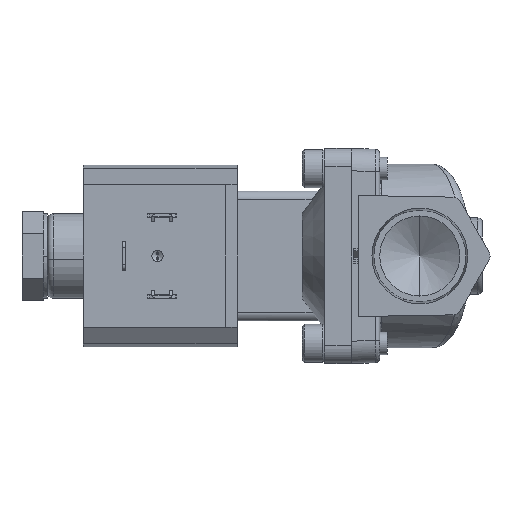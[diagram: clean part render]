
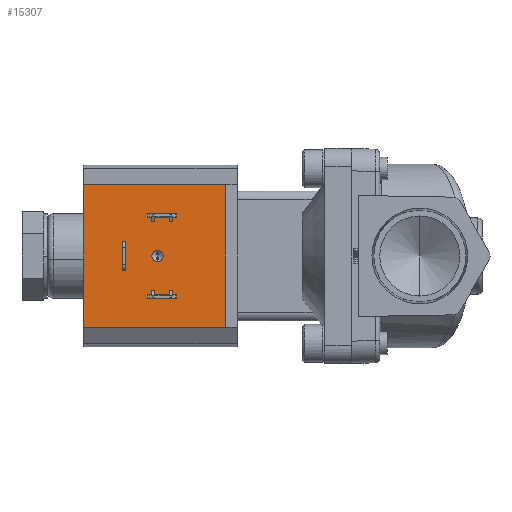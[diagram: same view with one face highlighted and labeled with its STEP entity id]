
A CAD part, left-side view. The second image highlights one B-rep face of the part: STEP entity #15307.
In plain terms, the highlighted planar face has unit normal (-1, 0, 0).
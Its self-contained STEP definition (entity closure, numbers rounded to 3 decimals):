
#66 = ORIENTED_EDGE ( 'NONE', *, *, #11899, .F. ) ;
#531 = CARTESIAN_POINT ( 'NONE',  ( -8.443, 45.414, -9.423 ) ) ;
#626 = DIRECTION ( 'NONE',  ( 0., -1., 0. ) ) ;
#641 = CARTESIAN_POINT ( 'NONE',  ( -8.443, 28.04, 15.875 ) ) ;
#799 = LINE ( 'NONE', #6133, #15613 ) ;
#841 = DIRECTION ( 'NONE',  ( 0., 0., 1. ) ) ;
#1005 = VECTOR ( 'NONE', #3007, 1000. ) ;
#1113 = EDGE_CURVE ( 'NONE', #3428, #4450, #799, .T. ) ;
#1212 = LINE ( 'NONE', #6551, #16790 ) ;
#1292 = ORIENTED_EDGE ( 'NONE', *, *, #2535, .F. ) ;
#1449 = EDGE_CURVE ( 'NONE', #16866, #17193, #9959, .T. ) ;
#1470 = EDGE_LOOP ( 'NONE', ( #1292, #9494, #12601, #1798 ) ) ;
#1612 = ORIENTED_EDGE ( 'NONE', *, *, #7544, .F. ) ;
#1703 = VERTEX_POINT ( 'NONE', #8008 ) ;
#1798 = ORIENTED_EDGE ( 'NONE', *, *, #13242, .T. ) ;
#1839 = LINE ( 'NONE', #531, #6488 ) ;
#1914 = CARTESIAN_POINT ( 'NONE',  ( -8.443, 50.316, -3.213 ) ) ;
#1986 = VECTOR ( 'NONE', #2904, 1000. ) ;
#2081 = VERTEX_POINT ( 'NONE', #17244 ) ;
#2192 = LINE ( 'NONE', #8496, #6185 ) ;
#2379 = EDGE_CURVE ( 'NONE', #14198, #2081, #11561, .T. ) ;
#2480 = CARTESIAN_POINT ( 'NONE',  ( -8.443, 45.414, 8.611 ) ) ;
#2535 = EDGE_CURVE ( 'NONE', #6096, #3130, #15830, .T. ) ;
#2553 = ORIENTED_EDGE ( 'NONE', *, *, #6095, .F. ) ;
#2680 = CIRCLE ( 'NONE', #15520, 1.264 ) ;
#2724 = LINE ( 'NONE', #16171, #12860 ) ;
#2826 = CARTESIAN_POINT ( 'NONE',  ( -8.443, 59.79, 15.875 ) ) ;
#2904 = DIRECTION ( 'NONE',  ( 0., 0., 1. ) ) ;
#2964 = FACE_BOUND ( 'NONE', #5561, .T. ) ;
#2981 = CARTESIAN_POINT ( 'NONE',  ( -8.443, 59.79, -15.875 ) ) ;
#3007 = DIRECTION ( 'NONE',  ( 0., 1., 0. ) ) ;
#3130 = VERTEX_POINT ( 'NONE', #14791 ) ;
#3224 = CARTESIAN_POINT ( 'NONE',  ( -8.443, 51.129, -3.213 ) ) ;
#3428 = VERTEX_POINT ( 'NONE', #2480 ) ;
#3754 = CARTESIAN_POINT ( 'NONE',  ( -8.443, 45.414, -8.611 ) ) ;
#3793 = CARTESIAN_POINT ( 'NONE',  ( -8.443, 45.414, 9.423 ) ) ;
#3807 = CARTESIAN_POINT ( 'NONE',  ( -8.443, 45.414, 9.423 ) ) ;
#3876 = CARTESIAN_POINT ( 'NONE',  ( -8.443, 39.064, -9.423 ) ) ;
#4069 = LINE ( 'NONE', #9231, #10328 ) ;
#4157 = VERTEX_POINT ( 'NONE', #15543 ) ;
#4343 = EDGE_CURVE ( 'NONE', #17193, #1703, #9328, .T. ) ;
#4450 = VERTEX_POINT ( 'NONE', #13669 ) ;
#4962 = CIRCLE ( 'NONE', #14158, 1.264 ) ;
#4968 = VERTEX_POINT ( 'NONE', #14174 ) ;
#5543 = CARTESIAN_POINT ( 'NONE',  ( -8.443, 43.265, 0. ) ) ;
#5561 = EDGE_LOOP ( 'NONE', ( #15932, #16949, #15683, #5733 ) ) ;
#5588 = DIRECTION ( 'NONE',  ( 0., 0., 1. ) ) ;
#5733 = ORIENTED_EDGE ( 'NONE', *, *, #2379, .T. ) ;
#5767 = FACE_BOUND ( 'NONE', #1470, .T. ) ;
#5809 = DIRECTION ( 'NONE',  ( -1., 0., 0. ) ) ;
#5853 = CARTESIAN_POINT ( 'NONE',  ( -8.443, 28.04, -15.875 ) ) ;
#5949 = EDGE_CURVE ( 'NONE', #4968, #7619, #2724, .T. ) ;
#6095 = EDGE_CURVE ( 'NONE', #8623, #1703, #2192, .T. ) ;
#6096 = VERTEX_POINT ( 'NONE', #13795 ) ;
#6121 = ORIENTED_EDGE ( 'NONE', *, *, #1449, .T. ) ;
#6133 = CARTESIAN_POINT ( 'NONE',  ( -8.443, 45.414, 8.611 ) ) ;
#6185 = VECTOR ( 'NONE', #15290, 1000. ) ;
#6488 = VECTOR ( 'NONE', #11180, 1000. ) ;
#6551 = CARTESIAN_POINT ( 'NONE',  ( -8.443, 45.414, 9.423 ) ) ;
#6753 = VERTEX_POINT ( 'NONE', #2826 ) ;
#6893 = PLANE ( 'NONE',  #8560 ) ;
#6905 = CARTESIAN_POINT ( 'NONE',  ( -8.443, 51.129, 3.213 ) ) ;
#7170 = LINE ( 'NONE', #2981, #15839 ) ;
#7194 = VERTEX_POINT ( 'NONE', #14220 ) ;
#7383 = ORIENTED_EDGE ( 'NONE', *, *, #5949, .T. ) ;
#7544 = EDGE_CURVE ( 'NONE', #4968, #12388, #7876, .T. ) ;
#7619 = VERTEX_POINT ( 'NONE', #10577 ) ;
#7876 = LINE ( 'NONE', #14582, #16060 ) ;
#8008 = CARTESIAN_POINT ( 'NONE',  ( -8.443, 50.316, 3.213 ) ) ;
#8495 = CARTESIAN_POINT ( 'NONE',  ( -8.443, 45.414, -9.423 ) ) ;
#8496 = CARTESIAN_POINT ( 'NONE',  ( -8.443, 50.316, -3.213 ) ) ;
#8560 = AXIS2_PLACEMENT_3D ( 'NONE', #5853, #12203, #5588 ) ;
#8603 = CARTESIAN_POINT ( 'NONE',  ( -8.443, 59.79, -15.875 ) ) ;
#8623 = VERTEX_POINT ( 'NONE', #1914 ) ;
#8683 = VERTEX_POINT ( 'NONE', #16239 ) ;
#8852 = CARTESIAN_POINT ( 'NONE',  ( -8.443, 51.129, -3.213 ) ) ;
#9152 = VECTOR ( 'NONE', #626, 1000. ) ;
#9231 = CARTESIAN_POINT ( 'NONE',  ( -8.443, 51.129, -3.213 ) ) ;
#9314 = ORIENTED_EDGE ( 'NONE', *, *, #16223, .F. ) ;
#9328 = LINE ( 'NONE', #14630, #10603 ) ;
#9356 = EDGE_CURVE ( 'NONE', #14198, #3428, #1212, .T. ) ;
#9400 = ORIENTED_EDGE ( 'NONE', *, *, #12220, .F. ) ;
#9494 = ORIENTED_EDGE ( 'NONE', *, *, #11723, .F. ) ;
#9664 = EDGE_CURVE ( 'NONE', #10205, #7194, #1839, .T. ) ;
#9928 = EDGE_LOOP ( 'NONE', ( #9400, #66 ) ) ;
#9959 = LINE ( 'NONE', #3224, #15970 ) ;
#10080 = VECTOR ( 'NONE', #15411, 1000. ) ;
#10205 = VERTEX_POINT ( 'NONE', #16279 ) ;
#10328 = VECTOR ( 'NONE', #14881, 1000. ) ;
#10392 = DIRECTION ( 'NONE',  ( 0., -1., 0. ) ) ;
#10489 = LINE ( 'NONE', #15651, #15246 ) ;
#10577 = CARTESIAN_POINT ( 'NONE',  ( -8.443, 28.04, 15.875 ) ) ;
#10603 = VECTOR ( 'NONE', #15158, 1000. ) ;
#10628 = EDGE_CURVE ( 'NONE', #12388, #6753, #7170, .T. ) ;
#11180 = DIRECTION ( 'NONE',  ( 0., 0., 1. ) ) ;
#11317 = CARTESIAN_POINT ( 'NONE',  ( -8.443, 43.265, 0. ) ) ;
#11348 = VECTOR ( 'NONE', #10392, 1000. ) ;
#11390 = EDGE_LOOP ( 'NONE', ( #2553, #9314, #6121, #17048 ) ) ;
#11561 = LINE ( 'NONE', #3793, #10080 ) ;
#11723 = EDGE_CURVE ( 'NONE', #10205, #6096, #13974, .T. ) ;
#11899 = EDGE_CURVE ( 'NONE', #8683, #4157, #4962, .T. ) ;
#12203 = DIRECTION ( 'NONE',  ( -1., 0., 0. ) ) ;
#12220 = EDGE_CURVE ( 'NONE', #4157, #8683, #2680, .T. ) ;
#12388 = VERTEX_POINT ( 'NONE', #8603 ) ;
#12554 = FACE_BOUND ( 'NONE', #9928, .T. ) ;
#12601 = ORIENTED_EDGE ( 'NONE', *, *, #9664, .T. ) ;
#12852 = EDGE_CURVE ( 'NONE', #2081, #4450, #10489, .T. ) ;
#12860 = VECTOR ( 'NONE', #16351, 1000. ) ;
#13242 = EDGE_CURVE ( 'NONE', #7194, #3130, #15460, .T. ) ;
#13669 = CARTESIAN_POINT ( 'NONE',  ( -8.443, 39.064, 8.611 ) ) ;
#13690 = FACE_OUTER_BOUND ( 'NONE', #13889, .T. ) ;
#13774 = FACE_BOUND ( 'NONE', #11390, .T. ) ;
#13795 = CARTESIAN_POINT ( 'NONE',  ( -8.443, 39.064, -9.423 ) ) ;
#13889 = EDGE_LOOP ( 'NONE', ( #13982, #1612, #7383, #15904 ) ) ;
#13974 = LINE ( 'NONE', #8495, #9152 ) ;
#13977 = DIRECTION ( 'NONE',  ( 0., -1., 0. ) ) ;
#13982 = ORIENTED_EDGE ( 'NONE', *, *, #10628, .F. ) ;
#14158 = AXIS2_PLACEMENT_3D ( 'NONE', #11317, #16650, #841 ) ;
#14174 = CARTESIAN_POINT ( 'NONE',  ( -8.443, 28.04, -15.875 ) ) ;
#14198 = VERTEX_POINT ( 'NONE', #3807 ) ;
#14220 = CARTESIAN_POINT ( 'NONE',  ( -8.443, 45.414, -8.611 ) ) ;
#14380 = EDGE_CURVE ( 'NONE', #7619, #6753, #15046, .T. ) ;
#14490 = DIRECTION ( 'NONE',  ( 0., 0., -1. ) ) ;
#14582 = CARTESIAN_POINT ( 'NONE',  ( -8.443, 28.04, -15.875 ) ) ;
#14630 = CARTESIAN_POINT ( 'NONE',  ( -8.443, 51.129, 3.213 ) ) ;
#14791 = CARTESIAN_POINT ( 'NONE',  ( -8.443, 39.064, -8.611 ) ) ;
#14881 = DIRECTION ( 'NONE',  ( 0., -1., 0. ) ) ;
#15046 = LINE ( 'NONE', #641, #1005 ) ;
#15158 = DIRECTION ( 'NONE',  ( 0., -1., 0. ) ) ;
#15186 = DIRECTION ( 'NONE',  ( 0., 0., 1. ) ) ;
#15246 = VECTOR ( 'NONE', #14490, 1000. ) ;
#15290 = DIRECTION ( 'NONE',  ( 0., 0., 1. ) ) ;
#15307 = ADVANCED_FACE ( 'NONE', ( #5767, #13774, #2964, #12554, #13690 ), #6893, .T. ) ;
#15411 = DIRECTION ( 'NONE',  ( 0., -1., 0. ) ) ;
#15460 = LINE ( 'NONE', #3754, #11348 ) ;
#15520 = AXIS2_PLACEMENT_3D ( 'NONE', #5543, #5809, #16106 ) ;
#15543 = CARTESIAN_POINT ( 'NONE',  ( -8.443, 43.265, 1.264 ) ) ;
#15613 = VECTOR ( 'NONE', #13977, 1000. ) ;
#15651 = CARTESIAN_POINT ( 'NONE',  ( -8.443, 39.064, 9.423 ) ) ;
#15683 = ORIENTED_EDGE ( 'NONE', *, *, #9356, .F. ) ;
#15735 = DIRECTION ( 'NONE',  ( 0., 1., 0. ) ) ;
#15830 = LINE ( 'NONE', #3876, #1986 ) ;
#15839 = VECTOR ( 'NONE', #15186, 1000. ) ;
#15904 = ORIENTED_EDGE ( 'NONE', *, *, #14380, .T. ) ;
#15932 = ORIENTED_EDGE ( 'NONE', *, *, #12852, .T. ) ;
#15965 = DIRECTION ( 'NONE',  ( 0., 0., -1. ) ) ;
#15970 = VECTOR ( 'NONE', #16586, 1000. ) ;
#16060 = VECTOR ( 'NONE', #15735, 1000. ) ;
#16106 = DIRECTION ( 'NONE',  ( 0., 0., 1. ) ) ;
#16171 = CARTESIAN_POINT ( 'NONE',  ( -8.443, 28.04, -15.875 ) ) ;
#16223 = EDGE_CURVE ( 'NONE', #16866, #8623, #4069, .T. ) ;
#16239 = CARTESIAN_POINT ( 'NONE',  ( -8.443, 43.265, -1.264 ) ) ;
#16279 = CARTESIAN_POINT ( 'NONE',  ( -8.443, 45.414, -9.423 ) ) ;
#16351 = DIRECTION ( 'NONE',  ( 0., 0., 1. ) ) ;
#16586 = DIRECTION ( 'NONE',  ( 0., 0., 1. ) ) ;
#16650 = DIRECTION ( 'NONE',  ( -1., 0., 0. ) ) ;
#16790 = VECTOR ( 'NONE', #15965, 1000. ) ;
#16866 = VERTEX_POINT ( 'NONE', #8852 ) ;
#16949 = ORIENTED_EDGE ( 'NONE', *, *, #1113, .F. ) ;
#17048 = ORIENTED_EDGE ( 'NONE', *, *, #4343, .T. ) ;
#17193 = VERTEX_POINT ( 'NONE', #6905 ) ;
#17244 = CARTESIAN_POINT ( 'NONE',  ( -8.443, 39.064, 9.423 ) ) ;
